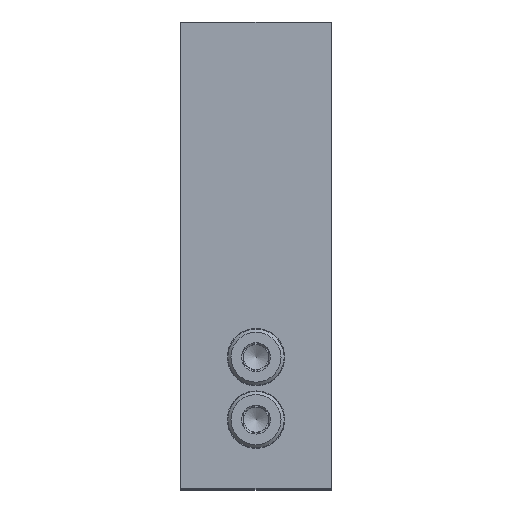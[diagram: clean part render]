
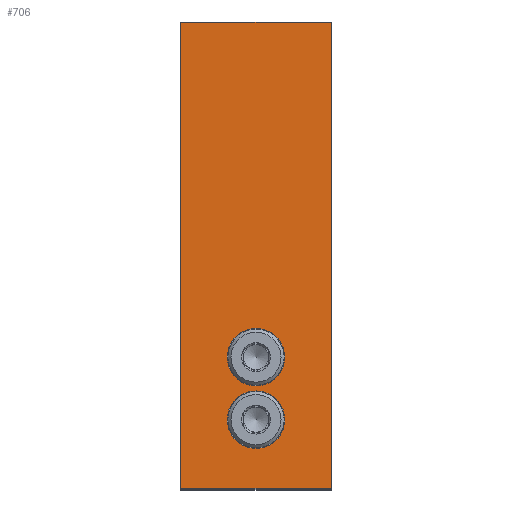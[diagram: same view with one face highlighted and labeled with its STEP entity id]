
A CAD part, top view. The second image highlights one B-rep face of the part: STEP entity #706.
In plain terms, the highlighted planar face has unit normal (0, 0, 1).
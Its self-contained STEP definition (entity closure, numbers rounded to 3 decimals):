
#84=CIRCLE('',#787,2.3);
#85=CIRCLE('',#788,2.3);
#126=ORIENTED_EDGE('',*,*,#292,.T.);
#127=ORIENTED_EDGE('',*,*,#293,.T.);
#128=ORIENTED_EDGE('',*,*,#294,.T.);
#129=ORIENTED_EDGE('',*,*,#295,.F.);
#130=ORIENTED_EDGE('',*,*,#296,.F.);
#131=ORIENTED_EDGE('',*,*,#289,.T.);
#289=EDGE_CURVE('',#373,#372,#435,.T.);
#292=EDGE_CURVE('',#375,#375,#84,.T.);
#293=EDGE_CURVE('',#376,#376,#85,.T.);
#294=EDGE_CURVE('',#372,#377,#438,.T.);
#295=EDGE_CURVE('',#378,#377,#439,.T.);
#296=EDGE_CURVE('',#373,#378,#440,.T.);
#372=VERTEX_POINT('',#1121);
#373=VERTEX_POINT('',#1123);
#375=VERTEX_POINT('',#1129);
#376=VERTEX_POINT('',#1131);
#377=VERTEX_POINT('',#1133);
#378=VERTEX_POINT('',#1135);
#435=LINE('',#1122,#474);
#438=LINE('',#1132,#477);
#439=LINE('',#1134,#478);
#440=LINE('',#1136,#479);
#474=VECTOR('',#887,1000.);
#477=VECTOR('',#896,1000.);
#478=VECTOR('',#897,1000.);
#479=VECTOR('',#898,1000.);
#513=EDGE_LOOP('',(#126));
#514=EDGE_LOOP('',(#127));
#515=EDGE_LOOP('',(#128,#129,#130,#131));
#594=FACE_BOUND('',#513,.T.);
#595=FACE_BOUND('',#514,.T.);
#596=FACE_BOUND('',#515,.T.);
#680=PLANE('',#786);
#706=ADVANCED_FACE('',(#594,#595,#596),#680,.F.);
#786=AXIS2_PLACEMENT_3D('',#1127,#890,#891);
#787=AXIS2_PLACEMENT_3D('',#1128,#892,#893);
#788=AXIS2_PLACEMENT_3D('',#1130,#894,#895);
#887=DIRECTION('',(-1.,0.,0.));
#890=DIRECTION('',(0.,0.,-1.));
#891=DIRECTION('',(-1.,0.,0.));
#892=DIRECTION('',(0.,0.,-1.));
#893=DIRECTION('',(-1.,0.,0.));
#894=DIRECTION('',(0.,0.,-1.));
#895=DIRECTION('',(-1.,0.,0.));
#896=DIRECTION('',(0.,-1.,0.));
#897=DIRECTION('',(-1.,0.,0.));
#898=DIRECTION('',(0.,-1.,0.));
#1121=CARTESIAN_POINT('',(-6.,37.3,0.));
#1122=CARTESIAN_POINT('',(6.,37.3,0.));
#1123=CARTESIAN_POINT('',(6.,37.3,0.));
#1127=CARTESIAN_POINT('',(6.,37.3,0.));
#1128=CARTESIAN_POINT('',(0.,10.5,0.));
#1129=CARTESIAN_POINT('',(-2.3,10.5,0.));
#1130=CARTESIAN_POINT('',(0.,5.5,0.));
#1131=CARTESIAN_POINT('',(-2.3,5.5,0.));
#1132=CARTESIAN_POINT('',(-6.,37.3,0.));
#1133=CARTESIAN_POINT('',(-6.,0.,0.));
#1134=CARTESIAN_POINT('',(6.,0.,0.));
#1135=CARTESIAN_POINT('',(6.,0.,0.));
#1136=CARTESIAN_POINT('',(6.,37.3,0.));
